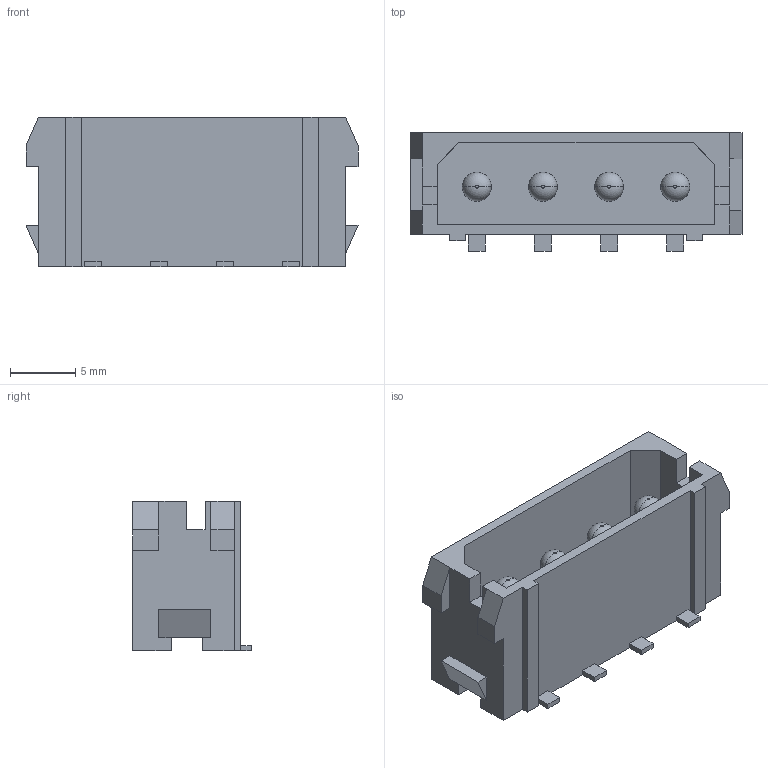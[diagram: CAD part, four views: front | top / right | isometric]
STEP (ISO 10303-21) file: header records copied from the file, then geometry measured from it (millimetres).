
FILE_DESCRIPTION (( 'STEP AP214' ), '1' );
FILE_NAME ('LC-04A_M_.STEP', '2014-05-26T13:35:48', ( 'Master' ), ( '' ), 'SwSTEP 2.0', 'SolidWorks 2013', '' );
FILE_SCHEMA (( 'AUTOMOTIVE_DESIGN' ));
Length unit declared in the file: millimetre
Products named in the file (1): LC-04A_M_
Bounding box: 25.5 x 9.1 x 11.5 mm (x, y, z)
Volume: 1213.7 mm3; surface area: 1738.1 mm2
Topology: 1 solids, 1 shells, 108 faces, 290 edges, 188 vertices
Faces by surface type: plane 92, torus 8, cylinder 8
Entity records: 3572 total; most frequent: CARTESIAN_POINT 587, ORIENTED_EDGE 580, DIRECTION 540, EDGE_CURVE 290, VECTOR 258, LINE 258, VERTEX_POINT 188, AXIS2_PLACEMENT_3D 141
